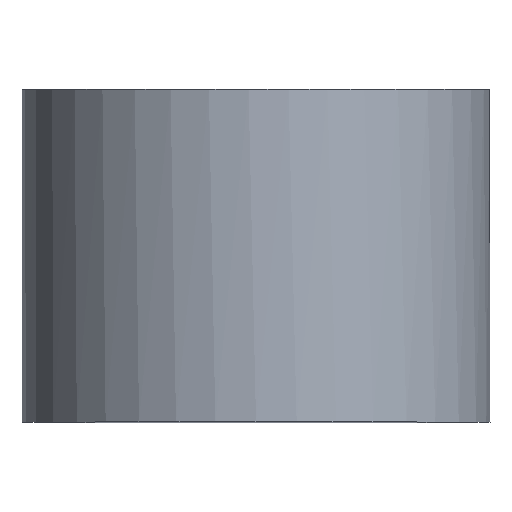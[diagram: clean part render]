
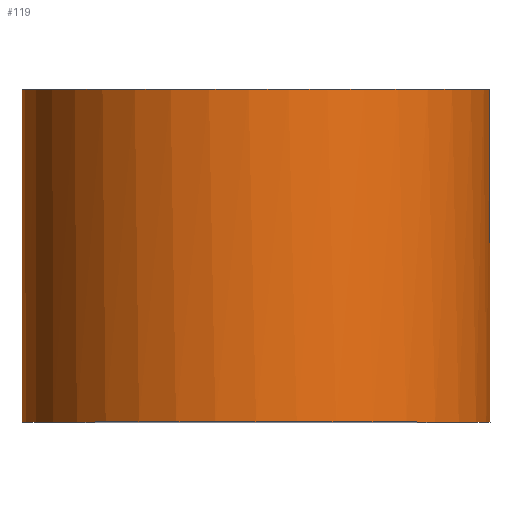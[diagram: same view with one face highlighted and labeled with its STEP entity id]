
A CAD part, top view. The second image highlights one B-rep face of the part: STEP entity #119.
In plain terms, the highlighted cylindrical face has radius 4.925 mm (diameter 9.85 mm), a full revolution.
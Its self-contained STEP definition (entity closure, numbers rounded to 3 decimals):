
#16=CYLINDRICAL_SURFACE('',#143,4.925);
#18=LINE('',#195,#27);
#24=LINE('',#210,#33);
#25=LINE('',#215,#34);
#27=VECTOR('',#158,10.);
#33=VECTOR('',#172,10.);
#34=VECTOR('',#179,4.925);
#39=FACE_OUTER_BOUND('',#46,.T.);
#46=EDGE_LOOP('',(#93,#94,#95,#96,#97,#98,#99,#100));
#49=CIRCLE('',#137,4.925);
#52=CIRCLE('',#144,4.925);
#53=CIRCLE('',#145,4.925);
#54=CIRCLE('',#146,4.925);
#55=VERTEX_POINT('',#188);
#56=VERTEX_POINT('',#191);
#58=VERTEX_POINT('',#194);
#62=VERTEX_POINT('',#206);
#63=VERTEX_POINT('',#208);
#64=VERTEX_POINT('',#213);
#65=EDGE_CURVE('',#55,#55,#49,.T.);
#67=EDGE_CURVE('',#56,#58,#18,.T.);
#75=EDGE_CURVE('',#62,#63,#24,.T.);
#76=EDGE_CURVE('',#62,#56,#52,.T.);
#77=EDGE_CURVE('',#64,#63,#53,.T.);
#78=EDGE_CURVE('',#64,#55,#25,.T.);
#79=EDGE_CURVE('',#58,#64,#54,.T.);
#93=ORIENTED_EDGE('',*,*,#76,.F.);
#94=ORIENTED_EDGE('',*,*,#75,.T.);
#95=ORIENTED_EDGE('',*,*,#77,.F.);
#96=ORIENTED_EDGE('',*,*,#78,.T.);
#97=ORIENTED_EDGE('',*,*,#65,.F.);
#98=ORIENTED_EDGE('',*,*,#78,.F.);
#99=ORIENTED_EDGE('',*,*,#79,.F.);
#100=ORIENTED_EDGE('',*,*,#67,.F.);
#119=ADVANCED_FACE('',(#39),#16,.T.);
#137=AXIS2_PLACEMENT_3D('',#189,#153,#154);
#143=AXIS2_PLACEMENT_3D('',#211,#173,#174);
#144=AXIS2_PLACEMENT_3D('',#212,#175,#176);
#145=AXIS2_PLACEMENT_3D('',#214,#177,#178);
#146=AXIS2_PLACEMENT_3D('',#216,#180,#181);
#153=DIRECTION('center_axis',(0.,-1.,0.));
#154=DIRECTION('ref_axis',(1.,0.,0.));
#158=DIRECTION('',(0.,1.,0.));
#172=DIRECTION('',(0.,1.,0.));
#173=DIRECTION('center_axis',(0.,1.,0.));
#174=DIRECTION('ref_axis',(1.,0.,0.));
#175=DIRECTION('center_axis',(0.,1.,0.));
#176=DIRECTION('ref_axis',(1.,0.,0.));
#177=DIRECTION('center_axis',(0.,1.,0.));
#178=DIRECTION('ref_axis',(1.,0.,0.));
#179=DIRECTION('',(0.,-1.,0.));
#180=DIRECTION('center_axis',(0.,1.,0.));
#181=DIRECTION('ref_axis',(1.,0.,0.));
#188=CARTESIAN_POINT('',(-4.925,-3.,0.));
#189=CARTESIAN_POINT('Origin',(0.,-3.,0.));
#191=CARTESIAN_POINT('',(-4.735,0.,-1.354));
#194=CARTESIAN_POINT('',(-4.735,4.,-1.354));
#195=CARTESIAN_POINT('',(-4.735,0.,-1.354));
#206=CARTESIAN_POINT('',(4.735,0.,-1.354));
#208=CARTESIAN_POINT('',(4.735,4.,-1.354));
#210=CARTESIAN_POINT('',(4.735,0.,-1.354));
#211=CARTESIAN_POINT('Origin',(0.,0.,0.));
#212=CARTESIAN_POINT('Origin',(0.,0.,0.));
#213=CARTESIAN_POINT('',(-4.925,4.,0.));
#214=CARTESIAN_POINT('Origin',(0.,4.,0.));
#215=CARTESIAN_POINT('',(-4.925,0.,0.));
#216=CARTESIAN_POINT('Origin',(0.,4.,0.));
